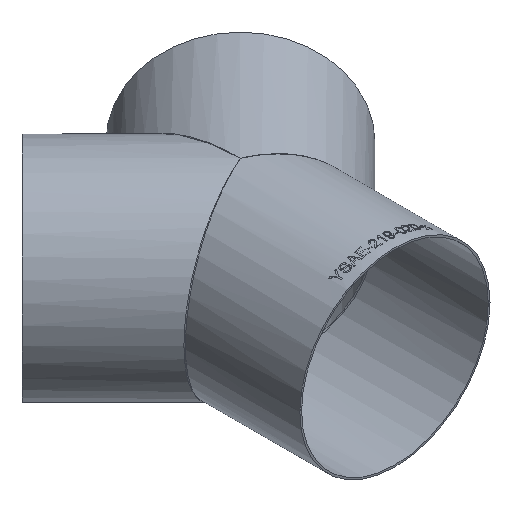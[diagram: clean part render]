
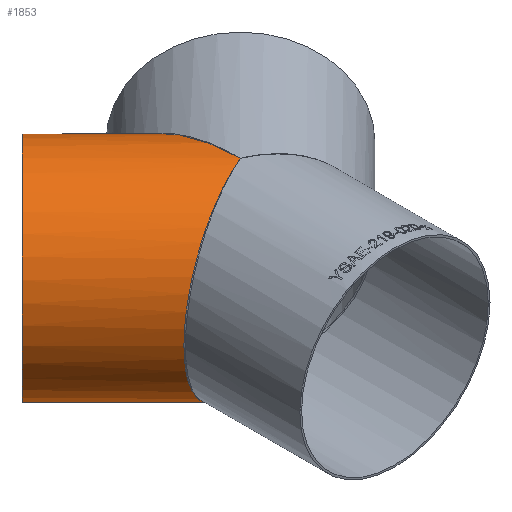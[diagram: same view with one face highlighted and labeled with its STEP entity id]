
A CAD part, isometric view. The second image highlights one B-rep face of the part: STEP entity #1853.
In plain terms, the highlighted cylindrical face has radius 109.55 mm (diameter 219.1 mm), a full revolution.
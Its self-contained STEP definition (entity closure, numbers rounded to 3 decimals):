
#61 = ORIENTED_EDGE ( 'NONE', *, *, #5831, .F. ) ;
#888 = CARTESIAN_POINT ( 'NONE',  ( 0., 0., -109.55 ) ) ;
#1104 = CARTESIAN_POINT ( 'NONE',  ( -220.096, -89.758, -109.55 ) ) ;
#1196 = CARTESIAN_POINT ( 'NONE',  ( -2.404, 312.258, 109.55 ) ) ;
#1314 = ORIENTED_EDGE ( 'NONE', *, *, #4563, .T. ) ;
#1853 = ADVANCED_FACE ( 'NONE', ( #9216, #18118 ), #20622, .T. ) ;
#2473 = VERTEX_POINT ( 'NONE', #9428 ) ;
#2503 = CARTESIAN_POINT ( 'NONE',  ( -125.865, 125.865, 0. ) ) ;
#4014 = CIRCLE ( 'NONE', #20093, 109.55 ) ;
#4563 = EDGE_CURVE ( 'NONE', #12301, #23286, #7897, .T. ) ;
#5831 = EDGE_CURVE ( 'NONE', #2473, #2473, #4014, .T. ) ;
#6190 = EDGE_CURVE ( 'NONE', #23286, #12301, #24187, .T. ) ;
#6940 = AXIS2_PLACEMENT_3D ( 'NONE', #17842, #11434, #13801 ) ;
#7897 =( BOUNDED_CURVE ( )  B_SPLINE_CURVE ( 3, ( #21401, #1104, #10455, #28545 ),
 .UNSPECIFIED., .F., .F. ) 
 B_SPLINE_CURVE_WITH_KNOTS ( ( 4, 4 ),
 ( 4.712, 7.854 ),
 .UNSPECIFIED. ) 
 CURVE ( )  GEOMETRIC_REPRESENTATION_ITEM ( )  RATIONAL_B_SPLINE_CURVE ( ( 1., 0.333, 0.333, 1. ) ) 
 REPRESENTATION_ITEM ( '' )  );
#9216 = FACE_OUTER_BOUND ( 'NONE', #24023, .T. ) ;
#9428 = CARTESIAN_POINT ( 'NONE',  ( -203.329, 48.401, 0. ) ) ;
#10025 = CARTESIAN_POINT ( 'NONE',  ( 0., 0., -109.55 ) ) ;
#10455 = CARTESIAN_POINT ( 'NONE',  ( -220.096, -89.758, 109.55 ) ) ;
#11434 = DIRECTION ( 'NONE',  ( -0.707, 0.707, 0. ) ) ;
#12301 = VERTEX_POINT ( 'NONE', #10025 ) ;
#12746 = ORIENTED_EDGE ( 'NONE', *, *, #6190, .T. ) ;
#13801 = DIRECTION ( 'NONE',  ( -0.707, -0.707, 0. ) ) ;
#14694 = CARTESIAN_POINT ( 'NONE',  ( -2.404, 312.258, -109.55 ) ) ;
#16135 = DIRECTION ( 'NONE',  ( -0.707, 0.707, 0. ) ) ;
#17842 = CARTESIAN_POINT ( 'NONE',  ( 85.281, -85.281, 0. ) ) ;
#18118 = FACE_OUTER_BOUND ( 'NONE', #26757, .T. ) ;
#20093 = AXIS2_PLACEMENT_3D ( 'NONE', #2503, #16135, #25187 ) ;
#20622 = CYLINDRICAL_SURFACE ( 'NONE', #6940, 109.55 ) ;
#21401 = CARTESIAN_POINT ( 'NONE',  ( 0., 0., -109.55 ) ) ;
#23286 = VERTEX_POINT ( 'NONE', #25111 ) ;
#24023 = EDGE_LOOP ( 'NONE', ( #12746, #1314 ) ) ;
#24187 =( BOUNDED_CURVE ( )  B_SPLINE_CURVE ( 3, ( #28034, #1196, #14694, #888 ),
 .UNSPECIFIED., .F., .F. ) 
 B_SPLINE_CURVE_WITH_KNOTS ( ( 4, 4 ),
 ( 1.571, 4.712 ),
 .UNSPECIFIED. ) 
 CURVE ( )  GEOMETRIC_REPRESENTATION_ITEM ( )  RATIONAL_B_SPLINE_CURVE ( ( 1., 0.333, 0.333, 1. ) ) 
 REPRESENTATION_ITEM ( '' )  );
#25111 = CARTESIAN_POINT ( 'NONE',  ( 0., 0., 109.55 ) ) ;
#25187 = DIRECTION ( 'NONE',  ( -0.707, -0.707, 0. ) ) ;
#26757 = EDGE_LOOP ( 'NONE', ( #61 ) ) ;
#28034 = CARTESIAN_POINT ( 'NONE',  ( 0., 0., 109.55 ) ) ;
#28545 = CARTESIAN_POINT ( 'NONE',  ( 0., 0., 109.55 ) ) ;
